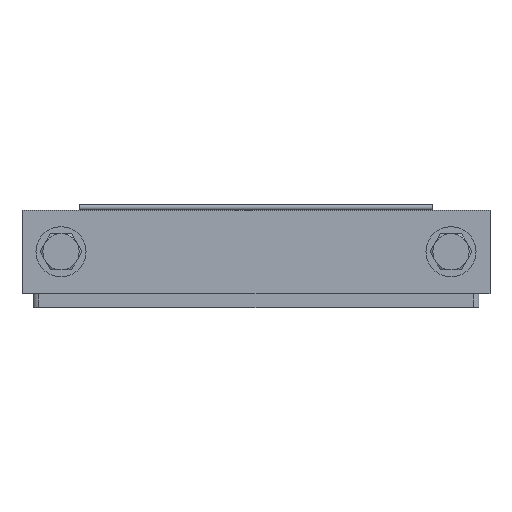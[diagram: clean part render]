
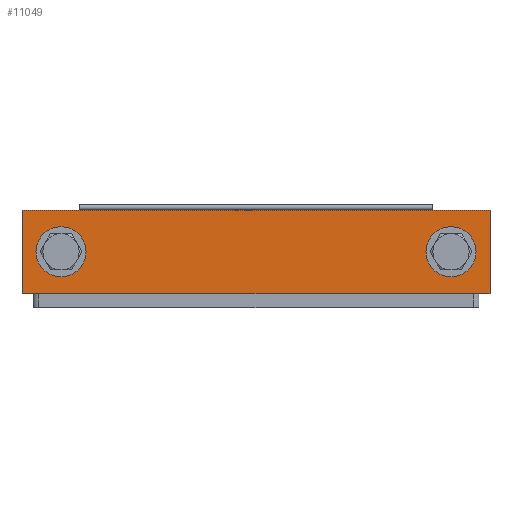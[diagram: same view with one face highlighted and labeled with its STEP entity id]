
A CAD part, front view. The second image highlights one B-rep face of the part: STEP entity #11049.
In plain terms, the highlighted planar face has unit normal (0, -1, 0).
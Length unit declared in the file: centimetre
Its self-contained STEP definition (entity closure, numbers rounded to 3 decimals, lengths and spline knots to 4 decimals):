
#214=FACE_BOUND('',#2108,.T.);
#215=FACE_BOUND('',#2109,.T.);
#1418=FACE_OUTER_BOUND('',#2107,.T.);
#2107=EDGE_LOOP('',(#9233,#9234,#9235,#9236,#9237,#9238));
#2108=EDGE_LOOP('',(#9239));
#2109=EDGE_LOOP('',(#9240));
#2714=CIRCLE('',#12137,0.9);
#2724=CIRCLE('',#12164,0.9);
#3351=LINE('',#17852,#4247);
#3366=LINE('',#17891,#4262);
#3386=LINE('',#17934,#4282);
#3390=LINE('',#17943,#4286);
#3392=LINE('',#17947,#4288);
#3393=LINE('',#17948,#4289);
#4247=VECTOR('',#14944,1.);
#4262=VECTOR('',#14983,1.);
#4282=VECTOR('',#15025,1.);
#4286=VECTOR('',#15033,1.);
#4288=VECTOR('',#15037,1.);
#4289=VECTOR('',#15038,1.);
#5104=VERTEX_POINT('',#17641);
#5126=VERTEX_POINT('',#17740);
#5160=VERTEX_POINT('',#17847);
#5161=VERTEX_POINT('',#17851);
#5173=VERTEX_POINT('',#17890);
#5185=VERTEX_POINT('',#17932);
#5187=VERTEX_POINT('',#17940);
#5189=VERTEX_POINT('',#17946);
#6449=EDGE_CURVE('',#5104,#5104,#2714,.T.);
#6485=EDGE_CURVE('',#5126,#5126,#2724,.T.);
#6538=EDGE_CURVE('',#5161,#5160,#3351,.T.);
#6557=EDGE_CURVE('',#5173,#5161,#3366,.T.);
#6580=EDGE_CURVE('',#5160,#5185,#3386,.T.);
#6584=EDGE_CURVE('',#5187,#5185,#3390,.T.);
#6586=EDGE_CURVE('',#5189,#5187,#3392,.T.);
#6587=EDGE_CURVE('',#5189,#5173,#3393,.T.);
#9233=ORIENTED_EDGE('',*,*,#6586,.F.);
#9234=ORIENTED_EDGE('',*,*,#6587,.T.);
#9235=ORIENTED_EDGE('',*,*,#6557,.T.);
#9236=ORIENTED_EDGE('',*,*,#6538,.T.);
#9237=ORIENTED_EDGE('',*,*,#6580,.T.);
#9238=ORIENTED_EDGE('',*,*,#6584,.F.);
#9239=ORIENTED_EDGE('',*,*,#6449,.T.);
#9240=ORIENTED_EDGE('',*,*,#6485,.T.);
#10416=PLANE('',#12230);
#11049=ADVANCED_FACE('',(#1418,#214,#215),#10416,.F.);
#12137=AXIS2_PLACEMENT_3D('',#17643,#14760,#14761);
#12164=AXIS2_PLACEMENT_3D('',#17742,#14828,#14829);
#12230=AXIS2_PLACEMENT_3D('',#17945,#15035,#15036);
#14760=DIRECTION('center_axis',(0.,1.,0.));
#14761=DIRECTION('ref_axis',(1.,0.,0.));
#14828=DIRECTION('center_axis',(0.,1.,0.));
#14829=DIRECTION('ref_axis',(-1.,0.,0.));
#14944=DIRECTION('',(1.,0.,0.));
#14983=DIRECTION('',(1.,0.,0.));
#15025=DIRECTION('',(1.,0.,0.));
#15033=DIRECTION('',(0.,0.,-1.));
#15035=DIRECTION('center_axis',(0.,1.,0.));
#15036=DIRECTION('ref_axis',(1.,0.,0.));
#15037=DIRECTION('',(1.,0.,0.));
#15038=DIRECTION('',(0.,0.,-1.));
#17641=CARTESIAN_POINT('',(6.1,-4.925,-1.5));
#17643=CARTESIAN_POINT('Origin',(7.,-4.925,-1.5));
#17740=CARTESIAN_POINT('',(-6.1,-4.925,-1.5));
#17742=CARTESIAN_POINT('Origin',(-7.,-4.925,-1.5));
#17847=CARTESIAN_POINT('',(7.8,-4.925,-3.));
#17851=CARTESIAN_POINT('',(-7.8,-4.925,-3.));
#17852=CARTESIAN_POINT('',(-8.4,-4.925,-3.));
#17890=CARTESIAN_POINT('',(-8.4,-4.925,-3.));
#17891=CARTESIAN_POINT('',(-8.4,-4.925,-3.));
#17932=CARTESIAN_POINT('',(8.4,-4.925,-3.));
#17934=CARTESIAN_POINT('',(-8.4,-4.925,-3.));
#17940=CARTESIAN_POINT('',(8.4,-4.925,0.));
#17943=CARTESIAN_POINT('',(8.4,-4.925,0.));
#17945=CARTESIAN_POINT('Origin',(-8.4,-4.925,0.));
#17946=CARTESIAN_POINT('',(-8.4,-4.925,0.));
#17947=CARTESIAN_POINT('',(-8.4,-4.925,0.));
#17948=CARTESIAN_POINT('',(-8.4,-4.925,0.));
